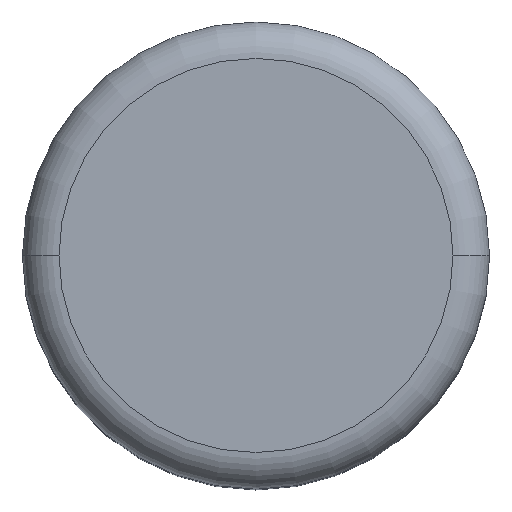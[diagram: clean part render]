
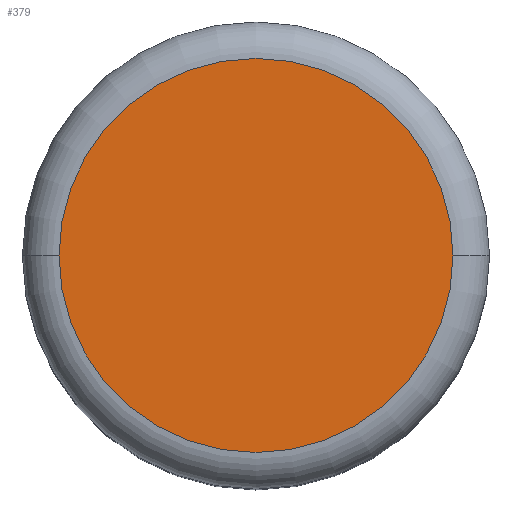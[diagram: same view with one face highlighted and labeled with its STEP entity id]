
A CAD part, top view. The second image highlights one B-rep face of the part: STEP entity #379.
In plain terms, the highlighted planar face has unit normal (0, 0, 1).
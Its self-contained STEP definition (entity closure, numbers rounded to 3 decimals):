
#299=CARTESIAN_POINT('',(-2.7,0.,15.45));
#300=VERTEX_POINT('',#299);
#308=CARTESIAN_POINT('',(2.7,0.,15.45));
#309=VERTEX_POINT('',#308);
#310=CARTESIAN_POINT('',(0.0,0.,15.45));
#311=DIRECTION('',(0.0,0.0,-1.0));
#312=DIRECTION('',(-1.0,0.0,0.0));
#313=AXIS2_PLACEMENT_3D('',#310,#311,#312);
#314=CIRCLE('',#313,2.7);
#315=EDGE_CURVE('',#300,#309,#314,.T.);
#342=CARTESIAN_POINT('',(0.0,0.,15.45));
#343=DIRECTION('',(0.0,0.0,-1.0));
#344=DIRECTION('',(-1.0,0.0,0.0));
#345=AXIS2_PLACEMENT_3D('',#342,#343,#344);
#346=CIRCLE('',#345,2.7);
#347=EDGE_CURVE('',#309,#300,#346,.T.);
#370=CARTESIAN_POINT('',(0.0,0.,15.45));
#371=DIRECTION('',(0.0,0.0,1.0));
#372=DIRECTION('',(1.0,0.0,0.0));
#373=AXIS2_PLACEMENT_3D('',#370,#371,#372);
#374=PLANE('',#373);
#375=ORIENTED_EDGE('',*,*,#347,.F.);
#376=ORIENTED_EDGE('',*,*,#315,.F.);
#377=EDGE_LOOP('',(#375,#376));
#378=FACE_OUTER_BOUND('',#377,.T.);
#379=ADVANCED_FACE('',(#378),#374,.T.);
